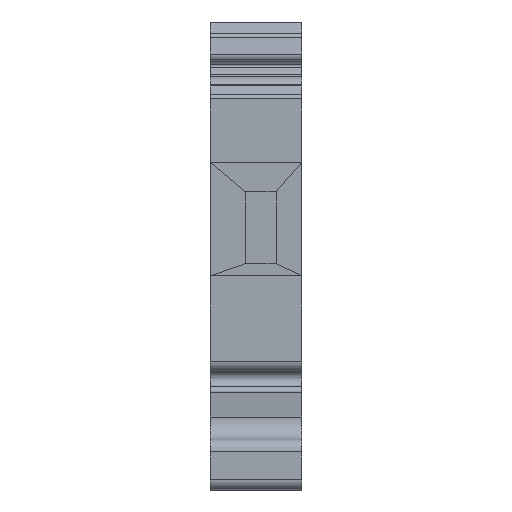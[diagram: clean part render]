
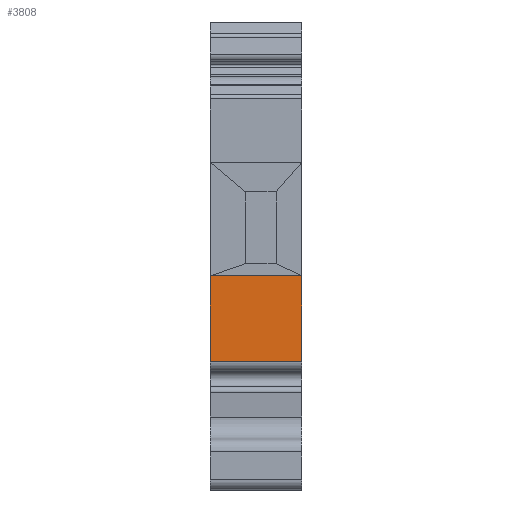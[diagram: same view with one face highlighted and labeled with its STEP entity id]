
A CAD part, left-side view. The second image highlights one B-rep face of the part: STEP entity #3808.
In plain terms, the highlighted planar face has unit normal (-1, 0, 0).
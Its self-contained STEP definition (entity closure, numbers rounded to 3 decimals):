
#804 = CARTESIAN_POINT ( 'NONE',  ( -41.002, 9., 6.4 ) ) ;
#1693 = CARTESIAN_POINT ( 'NONE',  ( -41.002, 0., 31.554 ) ) ;
#1826 = VERTEX_POINT ( 'NONE', #15449 ) ;
#2525 = CARTESIAN_POINT ( 'NONE',  ( -41.002, 0., 6.4 ) ) ;
#3525 = VECTOR ( 'NONE', #25273, 1000. ) ;
#3605 = VECTOR ( 'NONE', #27860, 1000. ) ;
#3808 = ADVANCED_FACE ( 'NONE', ( #22487 ), #32031, .F. ) ;
#4833 = LINE ( 'NONE', #15075, #3525 ) ;
#7026 = DIRECTION ( 'NONE',  ( 0., 0., 1. ) ) ;
#7178 = DIRECTION ( 'NONE',  ( 1., 0., 0. ) ) ;
#7856 = VECTOR ( 'NONE', #19363, 1000. ) ;
#9040 = CARTESIAN_POINT ( 'NONE',  ( -41.002, 9., 31.554 ) ) ;
#9435 = VERTEX_POINT ( 'NONE', #2525 ) ;
#11699 = EDGE_CURVE ( 'NONE', #22333, #1826, #25080, .T. ) ;
#12798 = LINE ( 'NONE', #30066, #3605 ) ;
#14088 = ORIENTED_EDGE ( 'NONE', *, *, #11699, .F. ) ;
#15075 = CARTESIAN_POINT ( 'NONE',  ( -41.002, 9., 6.4 ) ) ;
#15078 = ORIENTED_EDGE ( 'NONE', *, *, #26211, .T. ) ;
#15449 = CARTESIAN_POINT ( 'NONE',  ( -41.002, 9., 14.8 ) ) ;
#17997 = VERTEX_POINT ( 'NONE', #25227 ) ;
#18250 = EDGE_CURVE ( 'NONE', #17997, #1826, #12798, .T. ) ;
#19363 = DIRECTION ( 'NONE',  ( 0., 0., 1. ) ) ;
#19851 = ORIENTED_EDGE ( 'NONE', *, *, #18250, .T. ) ;
#21403 = EDGE_LOOP ( 'NONE', ( #25270, #19851, #14088, #15078 ) ) ;
#21421 = VECTOR ( 'NONE', #32328, 1000. ) ;
#22333 = VERTEX_POINT ( 'NONE', #804 ) ;
#22487 = FACE_OUTER_BOUND ( 'NONE', #21403, .T. ) ;
#25080 = LINE ( 'NONE', #29962, #21421 ) ;
#25227 = CARTESIAN_POINT ( 'NONE',  ( -41.002, 0., 14.8 ) ) ;
#25270 = ORIENTED_EDGE ( 'NONE', *, *, #32850, .T. ) ;
#25273 = DIRECTION ( 'NONE',  ( 0., -1., 0. ) ) ;
#26211 = EDGE_CURVE ( 'NONE', #22333, #9435, #4833, .T. ) ;
#27860 = DIRECTION ( 'NONE',  ( 0., 1., 0. ) ) ;
#29881 = LINE ( 'NONE', #1693, #7856 ) ;
#29962 = CARTESIAN_POINT ( 'NONE',  ( -41.002, 9., 10.6 ) ) ;
#30066 = CARTESIAN_POINT ( 'NONE',  ( -41.002, 9., 14.8 ) ) ;
#31626 = AXIS2_PLACEMENT_3D ( 'NONE', #9040, #7178, #7026 ) ;
#32031 = PLANE ( 'NONE',  #31626 ) ;
#32328 = DIRECTION ( 'NONE',  ( 0., 0., 1. ) ) ;
#32850 = EDGE_CURVE ( 'NONE', #9435, #17997, #29881, .T. ) ;
